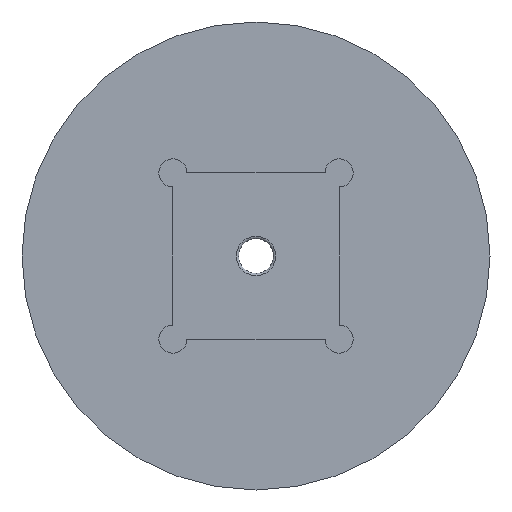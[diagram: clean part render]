
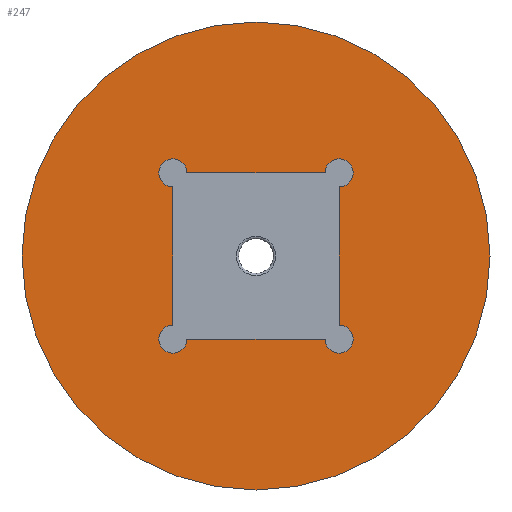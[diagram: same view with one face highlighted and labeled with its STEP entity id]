
A CAD part, front view. The second image highlights one B-rep face of the part: STEP entity #247.
In plain terms, the highlighted planar face has unit normal (0, -1, 0).
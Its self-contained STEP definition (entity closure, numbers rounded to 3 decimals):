
#26=FACE_BOUND('',#98,.T.);
#33=LINE('',#416,#50);
#36=LINE('',#424,#53);
#39=LINE('',#432,#56);
#42=LINE('',#439,#59);
#50=VECTOR('',#339,10.);
#53=VECTOR('',#348,10.);
#56=VECTOR('',#357,10.);
#59=VECTOR('',#366,10.);
#67=PLANE('',#299);
#81=FACE_OUTER_BOUND('',#97,.T.);
#97=EDGE_LOOP('',(#223));
#98=EDGE_LOOP('',(#224,#225,#226,#227,#228,#229,#230,#231));
#108=CIRCLE('',#284,0.3);
#109=CIRCLE('',#287,0.3);
#110=CIRCLE('',#290,0.3);
#111=CIRCLE('',#293,0.3);
#113=CIRCLE('',#297,5.);
#126=VERTEX_POINT('',#409);
#127=VERTEX_POINT('',#410);
#128=VERTEX_POINT('',#415);
#129=VERTEX_POINT('',#419);
#130=VERTEX_POINT('',#423);
#131=VERTEX_POINT('',#427);
#132=VERTEX_POINT('',#431);
#133=VERTEX_POINT('',#435);
#135=VERTEX_POINT('',#443);
#149=EDGE_CURVE('',#126,#127,#108,.T.);
#152=EDGE_CURVE('',#128,#126,#33,.T.);
#154=EDGE_CURVE('',#129,#128,#109,.T.);
#156=EDGE_CURVE('',#130,#129,#36,.T.);
#158=EDGE_CURVE('',#131,#130,#110,.T.);
#160=EDGE_CURVE('',#132,#131,#39,.T.);
#162=EDGE_CURVE('',#133,#132,#111,.T.);
#164=EDGE_CURVE('',#127,#133,#42,.T.);
#167=EDGE_CURVE('',#135,#135,#113,.T.);
#223=ORIENTED_EDGE('',*,*,#167,.F.);
#224=ORIENTED_EDGE('',*,*,#149,.T.);
#225=ORIENTED_EDGE('',*,*,#164,.T.);
#226=ORIENTED_EDGE('',*,*,#162,.T.);
#227=ORIENTED_EDGE('',*,*,#160,.T.);
#228=ORIENTED_EDGE('',*,*,#158,.T.);
#229=ORIENTED_EDGE('',*,*,#156,.T.);
#230=ORIENTED_EDGE('',*,*,#154,.T.);
#231=ORIENTED_EDGE('',*,*,#152,.T.);
#247=ADVANCED_FACE('',(#81,#26),#67,.F.);
#284=AXIS2_PLACEMENT_3D('',#411,#333,#334);
#287=AXIS2_PLACEMENT_3D('',#420,#343,#344);
#290=AXIS2_PLACEMENT_3D('',#428,#352,#353);
#293=AXIS2_PLACEMENT_3D('',#436,#361,#362);
#297=AXIS2_PLACEMENT_3D('',#445,#372,#373);
#299=AXIS2_PLACEMENT_3D('',#447,#376,#377);
#333=DIRECTION('center_axis',(0.,1.,0.));
#334=DIRECTION('ref_axis',(-1.,0.,0.));
#339=DIRECTION('',(0.,0.,-1.));
#343=DIRECTION('center_axis',(0.,1.,0.));
#344=DIRECTION('ref_axis',(0.,0.,-1.));
#348=DIRECTION('',(1.,0.,0.));
#352=DIRECTION('center_axis',(0.,1.,0.));
#353=DIRECTION('ref_axis',(1.,0.,0.));
#357=DIRECTION('',(0.,0.,1.));
#361=DIRECTION('center_axis',(0.,1.,0.));
#362=DIRECTION('ref_axis',(0.,0.,1.));
#366=DIRECTION('',(-1.,0.,0.));
#372=DIRECTION('center_axis',(0.,1.,0.));
#373=DIRECTION('ref_axis',(-1.,0.,0.));
#376=DIRECTION('center_axis',(0.,1.,0.));
#377=DIRECTION('ref_axis',(0.,0.,1.));
#409=CARTESIAN_POINT('',(1.775,0.,-1.475));
#410=CARTESIAN_POINT('',(1.475,0.,-1.775));
#411=CARTESIAN_POINT('Origin',(1.775,0.,-1.775));
#415=CARTESIAN_POINT('',(1.775,0.,1.475));
#416=CARTESIAN_POINT('',(1.775,0.,0.738));
#419=CARTESIAN_POINT('',(1.475,0.,1.775));
#420=CARTESIAN_POINT('Origin',(1.775,0.,1.775));
#423=CARTESIAN_POINT('',(-1.475,0.,1.775));
#424=CARTESIAN_POINT('',(-0.738,0.,1.775));
#427=CARTESIAN_POINT('',(-1.775,0.,1.475));
#428=CARTESIAN_POINT('Origin',(-1.775,0.,1.775));
#431=CARTESIAN_POINT('',(-1.775,0.,-1.475));
#432=CARTESIAN_POINT('',(-1.775,0.,-0.738));
#435=CARTESIAN_POINT('',(-1.475,0.,-1.775));
#436=CARTESIAN_POINT('Origin',(-1.775,0.,-1.775));
#439=CARTESIAN_POINT('',(0.738,0.,-1.775));
#443=CARTESIAN_POINT('',(5.,0.,0.));
#445=CARTESIAN_POINT('Origin',(0.,0.,0.));
#447=CARTESIAN_POINT('Origin',(0.,0.,0.));
